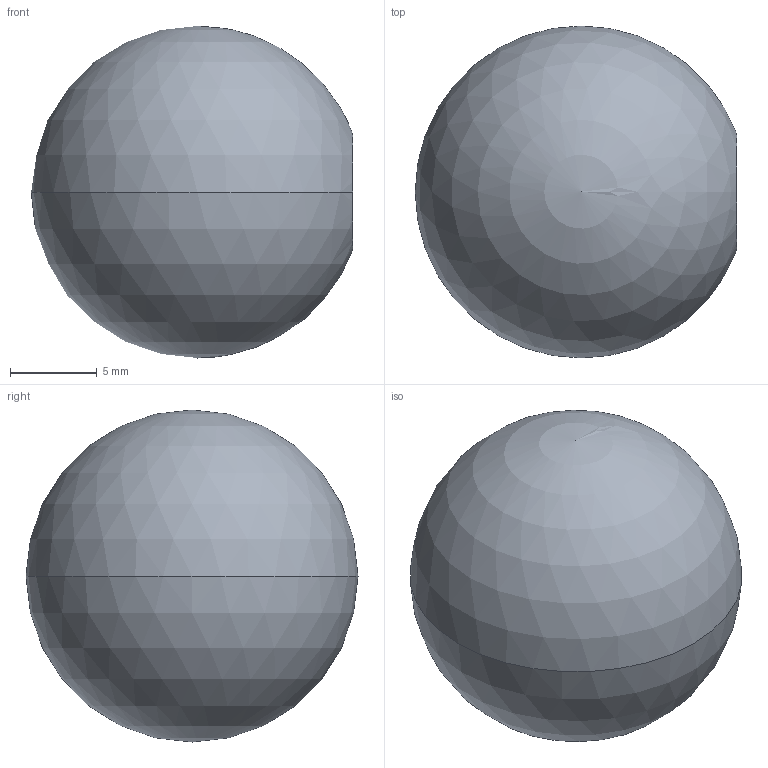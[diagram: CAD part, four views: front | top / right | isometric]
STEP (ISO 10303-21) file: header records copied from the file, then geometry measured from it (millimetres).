
FILE_DESCRIPTION (( 'STEP AP214' ), '1' );
FILE_NAME ('02326 Ball Knob 19.1mm M5 Thread.STEP', '2025-05-23T02:57:14', ( '' ), ( '' ), 'SwSTEP 2.0', 'SolidWorks 2025', '' );
FILE_SCHEMA (( 'AUTOMOTIVE_DESIGN' ));
Length unit declared in the file: millimetre
Products named in the file (1): 02326 Ball Knob 19.1mm M5 Thread
Bounding box: 18.5 x 19.1 x 19.1 mm (x, y, z)
Volume: 3287.8 mm3; surface area: 1541.3 mm2
Topology: 1 solids, 1 shells, 43 faces, 128 edges, 85 vertices
Faces by surface type: cylinder 35, bspline 3, sphere 2, cone 2, plane 1
Entity records: 4416 total; most frequent: CARTESIAN_POINT 3496, ORIENTED_EDGE 248, DIRECTION 132, EDGE_CURVE 124, VERTEX_POINT 83, AXIS2_PLACEMENT_3D 48, FACE_OUTER_BOUND 43, EDGE_LOOP 43
